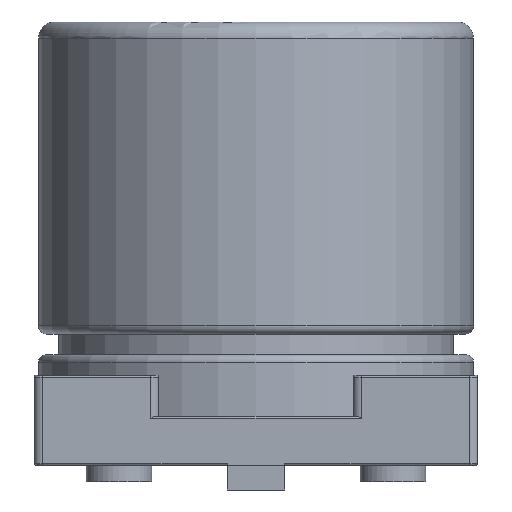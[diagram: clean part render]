
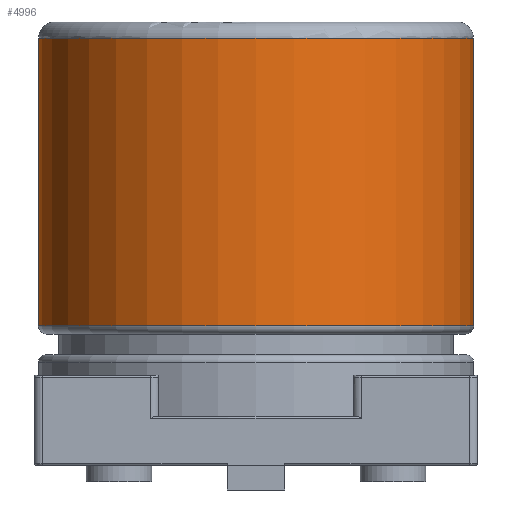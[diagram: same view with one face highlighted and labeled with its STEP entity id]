
A CAD part, left-side view. The second image highlights one B-rep face of the part: STEP entity #4996.
In plain terms, the highlighted cylindrical face has radius 2.65 mm (diameter 5.3 mm), a full revolution.
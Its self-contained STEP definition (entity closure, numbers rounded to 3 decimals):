
#862=LINE('',#9946,#1208);
#1208=VECTOR('',#6213,2.65);
#1258=CYLINDRICAL_SURFACE('',#5293,2.65);
#1532=FACE_OUTER_BOUND('',#1815,.T.);
#1815=EDGE_LOOP('',(#4518,#4519,#4520,#4521,#4522,#4523));
#1955=CIRCLE('',#5290,2.65);
#1956=CIRCLE('',#5291,2.65);
#1958=CIRCLE('',#5294,2.65);
#1959=CIRCLE('',#5295,2.65);
#2445=VERTEX_POINT('',#9936);
#2446=VERTEX_POINT('',#9937);
#2447=VERTEX_POINT('',#9942);
#2448=VERTEX_POINT('',#9943);
#3190=EDGE_CURVE('',#2445,#2446,#1955,.T.);
#3191=EDGE_CURVE('',#2446,#2445,#1956,.T.);
#3193=EDGE_CURVE('',#2447,#2448,#1958,.T.);
#3194=EDGE_CURVE('',#2448,#2447,#1959,.T.);
#3195=EDGE_CURVE('',#2448,#2446,#862,.T.);
#4518=ORIENTED_EDGE('',*,*,#3193,.F.);
#4519=ORIENTED_EDGE('',*,*,#3194,.F.);
#4520=ORIENTED_EDGE('',*,*,#3195,.T.);
#4521=ORIENTED_EDGE('',*,*,#3191,.T.);
#4522=ORIENTED_EDGE('',*,*,#3190,.T.);
#4523=ORIENTED_EDGE('',*,*,#3195,.F.);
#4996=ADVANCED_FACE('',(#1532),#1258,.T.);
#5290=AXIS2_PLACEMENT_3D('',#9938,#6201,#6202);
#5291=AXIS2_PLACEMENT_3D('',#9939,#6203,#6204);
#5293=AXIS2_PLACEMENT_3D('',#9941,#6207,#6208);
#5294=AXIS2_PLACEMENT_3D('',#9944,#6209,#6210);
#5295=AXIS2_PLACEMENT_3D('',#9945,#6211,#6212);
#6201=DIRECTION('center_axis',(0.,0.,1.));
#6202=DIRECTION('ref_axis',(1.,0.,0.));
#6203=DIRECTION('center_axis',(0.,0.,1.));
#6204=DIRECTION('ref_axis',(1.,0.,0.));
#6207=DIRECTION('center_axis',(0.,0.,1.));
#6208=DIRECTION('ref_axis',(1.,0.,0.));
#6209=DIRECTION('center_axis',(0.,0.,1.));
#6210=DIRECTION('ref_axis',(1.,0.,0.));
#6211=DIRECTION('center_axis',(0.,0.,1.));
#6212=DIRECTION('ref_axis',(1.,0.,0.));
#6213=DIRECTION('',(0.,0.,-1.));
#9936=CARTESIAN_POINT('',(2.65,0.,2.));
#9937=CARTESIAN_POINT('',(-2.65,0.,2.));
#9938=CARTESIAN_POINT('Origin',(0.,0.,2.));
#9939=CARTESIAN_POINT('Origin',(0.,0.,2.));
#9941=CARTESIAN_POINT('Origin',(0.,0.,3.75));
#9942=CARTESIAN_POINT('',(2.65,0.,5.5));
#9943=CARTESIAN_POINT('',(-2.65,0.,5.5));
#9944=CARTESIAN_POINT('Origin',(0.,0.,5.5));
#9945=CARTESIAN_POINT('Origin',(0.,0.,5.5));
#9946=CARTESIAN_POINT('',(-2.65,0.,3.75));
